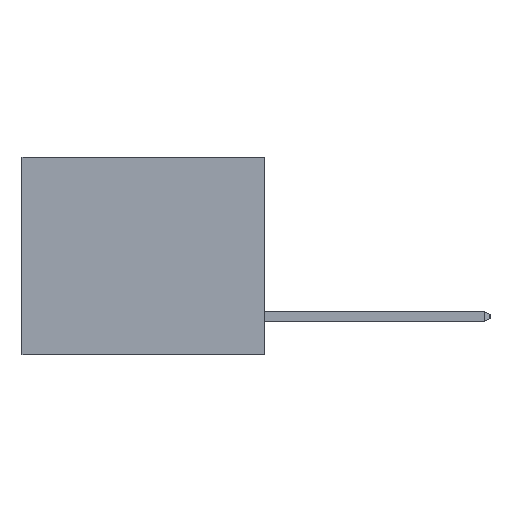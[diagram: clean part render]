
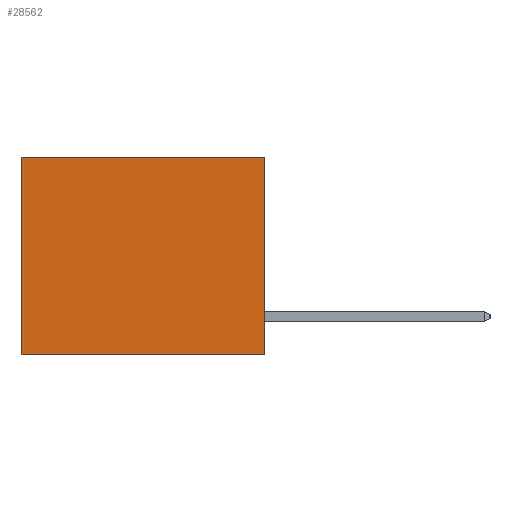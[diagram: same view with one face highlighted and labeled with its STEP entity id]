
A CAD part, left-side view. The second image highlights one B-rep face of the part: STEP entity #28562.
In plain terms, the highlighted planar face has unit normal (-1, 0, 0).
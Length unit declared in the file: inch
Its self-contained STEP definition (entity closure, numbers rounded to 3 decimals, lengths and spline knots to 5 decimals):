
#2369 = VERTEX_POINT ( 'NONE', #21398 ) ;
#2627 = ORIENTED_EDGE ( 'NONE', *, *, #9033, .T. ) ;
#3271 = CARTESIAN_POINT ( 'NONE',  ( 0.3165, 0., -0.49 ) ) ;
#3299 = DIRECTION ( 'NONE',  ( 1., 0., 0. ) ) ;
#3371 = DIRECTION ( 'NONE',  ( 0., 0., -1. ) ) ;
#3611 = DIRECTION ( 'NONE',  ( 0., 0., -1. ) ) ;
#3959 = VERTEX_POINT ( 'NONE', #27841 ) ;
#5502 = EDGE_CURVE ( 'NONE', #3959, #2369, #27072, .T. ) ;
#5548 = CARTESIAN_POINT ( 'NONE',  ( 0.3165, 0.6, -0.49 ) ) ;
#7847 = PLANE ( 'NONE',  #18919 ) ;
#8435 = DIRECTION ( 'NONE',  ( 0., 0., -1. ) ) ;
#8788 = ORIENTED_EDGE ( 'NONE', *, *, #17859, .T. ) ;
#8816 = VERTEX_POINT ( 'NONE', #26078 ) ;
#9033 = EDGE_CURVE ( 'NONE', #8816, #13797, #17001, .T. ) ;
#10003 = EDGE_LOOP ( 'NONE', ( #8788, #22271, #28210, #2627 ) ) ;
#10512 = CARTESIAN_POINT ( 'NONE',  ( 0.3165, 0., -0.49 ) ) ;
#12177 = LINE ( 'NONE', #5548, #22029 ) ;
#13797 = VERTEX_POINT ( 'NONE', #14151 ) ;
#14151 = CARTESIAN_POINT ( 'NONE',  ( 0.3165, 0.6, 0. ) ) ;
#16459 = LINE ( 'NONE', #10512, #17178 ) ;
#17001 = LINE ( 'NONE', #21792, #28324 ) ;
#17178 = VECTOR ( 'NONE', #8435, 39.37008 ) ;
#17859 = EDGE_CURVE ( 'NONE', #13797, #2369, #12177, .T. ) ;
#18919 = AXIS2_PLACEMENT_3D ( 'NONE', #23634, #3299, #3611 ) ;
#19124 = DIRECTION ( 'NONE',  ( 0., 1., 0. ) ) ;
#21398 = CARTESIAN_POINT ( 'NONE',  ( 0.3165, 0.6, -0.49 ) ) ;
#21792 = CARTESIAN_POINT ( 'NONE',  ( 0.3165, 0., 0. ) ) ;
#22029 = VECTOR ( 'NONE', #3371, 39.37008 ) ;
#22127 = VECTOR ( 'NONE', #19124, 39.37008 ) ;
#22271 = ORIENTED_EDGE ( 'NONE', *, *, #5502, .F. ) ;
#22699 = EDGE_CURVE ( 'NONE', #8816, #3959, #16459, .T. ) ;
#23634 = CARTESIAN_POINT ( 'NONE',  ( 0.3165, 0., -0.49 ) ) ;
#25920 = FACE_OUTER_BOUND ( 'NONE', #10003, .T. ) ;
#26078 = CARTESIAN_POINT ( 'NONE',  ( 0.3165, 0., 0. ) ) ;
#27072 = LINE ( 'NONE', #3271, #22127 ) ;
#27841 = CARTESIAN_POINT ( 'NONE',  ( 0.3165, 0., -0.49 ) ) ;
#28210 = ORIENTED_EDGE ( 'NONE', *, *, #22699, .F. ) ;
#28248 = DIRECTION ( 'NONE',  ( 0., 1., 0. ) ) ;
#28324 = VECTOR ( 'NONE', #28248, 39.37008 ) ;
#28562 = ADVANCED_FACE ( 'NONE', ( #25920 ), #7847, .F. ) ;
